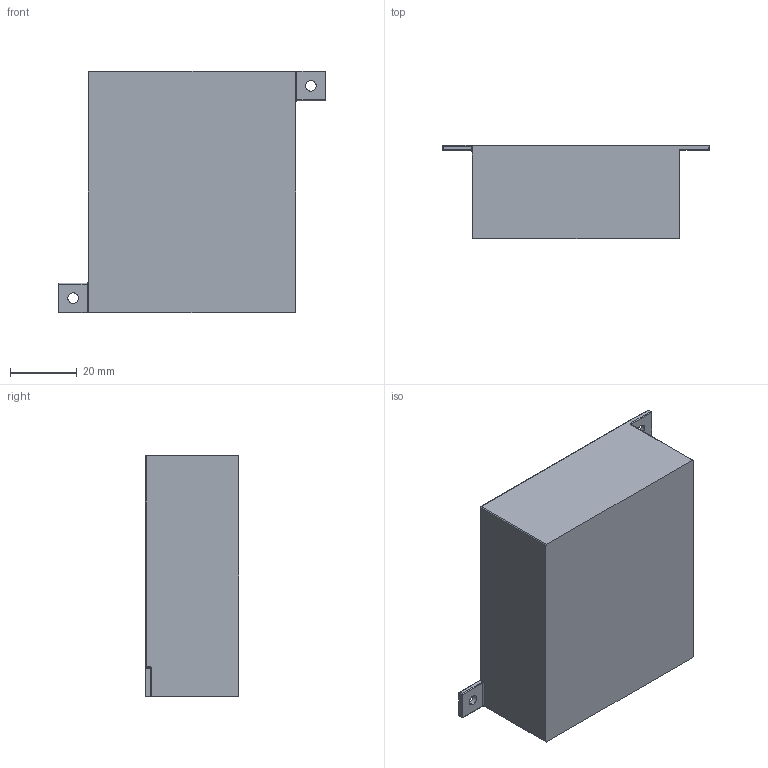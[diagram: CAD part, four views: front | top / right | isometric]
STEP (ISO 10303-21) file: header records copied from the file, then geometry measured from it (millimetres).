
FILE_DESCRIPTION (( 'STEP AP214' ), '1' );
FILE_NAME ('Alan''s electrical box lower.STEP', '2021-12-02T02:07:29', ( '' ), ( '' ), 'SwSTEP 2.0', 'SolidWorks 2021', '' );
FILE_SCHEMA (( 'AUTOMOTIVE_DESIGN' ));
Length unit declared in the file: inch
Products named in the file (1): Alan''s electrical box lower
Bounding box: 80.01 x 27.94 x 72.39 mm (x, y, z)
Volume: 28368.1 mm3; surface area: 23173.9 mm2
Topology: 1 solids, 1 shells, 51 faces, 120 edges, 70 vertices
Faces by surface type: cylinder 26, plane 17, torus 6, sphere 2
Entity records: 1474 total; most frequent: CARTESIAN_POINT 264, DIRECTION 256, ORIENTED_EDGE 236, EDGE_CURVE 118, AXIS2_PLACEMENT_3D 94, VERTEX_POINT 70, LINE 68, VECTOR 68
